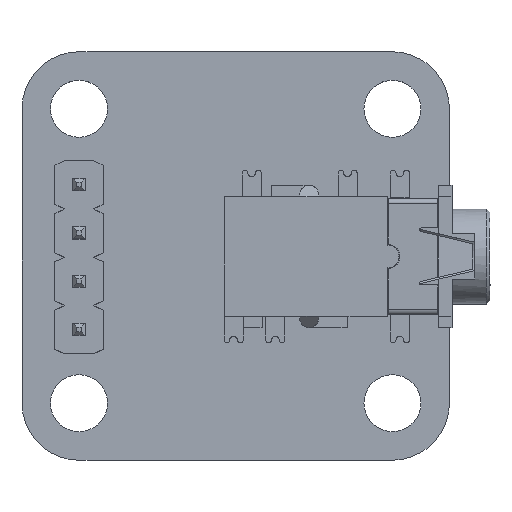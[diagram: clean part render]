
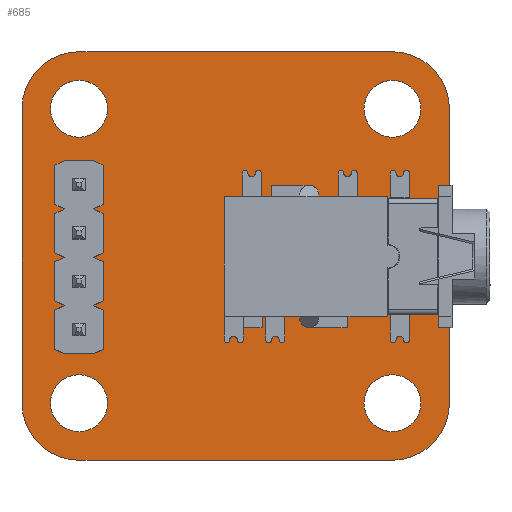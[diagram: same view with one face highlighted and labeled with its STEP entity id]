
A CAD part, top view. The second image highlights one B-rep face of the part: STEP entity #685.
In plain terms, the highlighted planar face has unit normal (0, 0, 1).
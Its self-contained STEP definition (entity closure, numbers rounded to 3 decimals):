
#60 = VERTEX_POINT('',#61);
#61 = CARTESIAN_POINT('',(2.,0.,0.411));
#67 = EDGE_CURVE('',#60,#68,#70,.T.);
#68 = VERTEX_POINT('',#69);
#69 = CARTESIAN_POINT('',(2.,15.5,0.411));
#70 = LINE('',#71,#72);
#71 = CARTESIAN_POINT('',(2.,0.,0.411));
#72 = VECTOR('',#73,1.);
#73 = DIRECTION('',(0.,1.,0.));
#98 = EDGE_CURVE('',#68,#99,#101,.T.);
#99 = VERTEX_POINT('',#100);
#100 = CARTESIAN_POINT('',(5.,18.5,0.411));
#101 = CIRCLE('',#102,3.001);
#102 = AXIS2_PLACEMENT_3D('',#103,#104,#105);
#103 = CARTESIAN_POINT('',(5.001,15.499,0.411));
#104 = DIRECTION('',(0.,0.,-1.));
#105 = DIRECTION('',(-1.,0.,0.));
#131 = EDGE_CURVE('',#99,#132,#134,.T.);
#132 = VERTEX_POINT('',#133);
#133 = CARTESIAN_POINT('',(21.5,18.5,0.411));
#134 = LINE('',#135,#136);
#135 = CARTESIAN_POINT('',(5.,18.5,0.411));
#136 = VECTOR('',#137,1.);
#137 = DIRECTION('',(1.,0.,0.));
#162 = EDGE_CURVE('',#132,#163,#165,.T.);
#163 = VERTEX_POINT('',#164);
#164 = CARTESIAN_POINT('',(24.5,15.5,0.411));
#165 = CIRCLE('',#166,3.001);
#166 = AXIS2_PLACEMENT_3D('',#167,#168,#169);
#167 = CARTESIAN_POINT('',(21.499,15.499,0.411));
#168 = DIRECTION('',(0.,0.,-1.));
#169 = DIRECTION('',(0.,1.,0.));
#195 = EDGE_CURVE('',#163,#196,#198,.T.);
#196 = VERTEX_POINT('',#197);
#197 = CARTESIAN_POINT('',(24.5,0.,0.411));
#198 = LINE('',#199,#200);
#199 = CARTESIAN_POINT('',(24.5,15.5,0.411));
#200 = VECTOR('',#201,1.);
#201 = DIRECTION('',(0.,-1.,0.));
#226 = EDGE_CURVE('',#196,#227,#229,.T.);
#227 = VERTEX_POINT('',#228);
#228 = CARTESIAN_POINT('',(21.5,-3.,0.411));
#229 = CIRCLE('',#230,3.001);
#230 = AXIS2_PLACEMENT_3D('',#231,#232,#233);
#231 = CARTESIAN_POINT('',(21.499,0.001,0.411));
#232 = DIRECTION('',(0.,0.,-1.));
#233 = DIRECTION('',(1.,0.,0.));
#259 = EDGE_CURVE('',#227,#260,#262,.T.);
#260 = VERTEX_POINT('',#261);
#261 = CARTESIAN_POINT('',(5.,-3.,0.411));
#262 = LINE('',#263,#264);
#263 = CARTESIAN_POINT('',(21.5,-3.,0.411));
#264 = VECTOR('',#265,1.);
#265 = DIRECTION('',(-1.,0.,0.));
#290 = EDGE_CURVE('',#260,#60,#291,.T.);
#291 = CIRCLE('',#292,3.001);
#292 = AXIS2_PLACEMENT_3D('',#293,#294,#295);
#293 = CARTESIAN_POINT('',(5.001,0.001,0.411));
#294 = DIRECTION('',(0.,0.,-1.));
#295 = DIRECTION('',(0.,-1.,-0.));
#316 = VERTEX_POINT('',#317);
#317 = CARTESIAN_POINT('',(5.61,6.5,0.411));
#323 = EDGE_CURVE('',#316,#316,#324,.T.);
#324 = CIRCLE('',#325,0.61);
#325 = AXIS2_PLACEMENT_3D('',#326,#327,#328);
#326 = CARTESIAN_POINT('',(5.,6.5,0.411));
#327 = DIRECTION('',(0.,0.,1.));
#328 = DIRECTION('',(1.,0.,-0.));
#349 = VERTEX_POINT('',#350);
#350 = CARTESIAN_POINT('',(6.5,0.,0.411));
#356 = EDGE_CURVE('',#349,#349,#357,.T.);
#357 = CIRCLE('',#358,1.5);
#358 = AXIS2_PLACEMENT_3D('',#359,#360,#361);
#359 = CARTESIAN_POINT('',(5.,0.,0.411));
#360 = DIRECTION('',(0.,0.,1.));
#361 = DIRECTION('',(1.,0.,-0.));
#382 = VERTEX_POINT('',#383);
#383 = CARTESIAN_POINT('',(5.61,9.04,0.411));
#389 = EDGE_CURVE('',#382,#382,#390,.T.);
#390 = CIRCLE('',#391,0.61);
#391 = AXIS2_PLACEMENT_3D('',#392,#393,#394);
#392 = CARTESIAN_POINT('',(5.,9.04,0.411));
#393 = DIRECTION('',(0.,0.,1.));
#394 = DIRECTION('',(1.,0.,-0.));
#415 = VERTEX_POINT('',#416);
#416 = CARTESIAN_POINT('',(5.61,11.58,0.411));
#422 = EDGE_CURVE('',#415,#415,#423,.T.);
#423 = CIRCLE('',#424,0.61);
#424 = AXIS2_PLACEMENT_3D('',#425,#426,#427);
#425 = CARTESIAN_POINT('',(5.,11.58,0.411));
#426 = DIRECTION('',(0.,0.,1.));
#427 = DIRECTION('',(1.,0.,-0.));
#448 = VERTEX_POINT('',#449);
#449 = CARTESIAN_POINT('',(6.5,15.5,0.411));
#455 = EDGE_CURVE('',#448,#448,#456,.T.);
#456 = CIRCLE('',#457,1.5);
#457 = AXIS2_PLACEMENT_3D('',#458,#459,#460);
#458 = CARTESIAN_POINT('',(5.,15.5,0.411));
#459 = DIRECTION('',(0.,0.,1.));
#460 = DIRECTION('',(1.,0.,-0.));
#481 = VERTEX_POINT('',#482);
#482 = CARTESIAN_POINT('',(5.61,3.96,0.411));
#488 = EDGE_CURVE('',#481,#481,#489,.T.);
#489 = CIRCLE('',#490,0.61);
#490 = AXIS2_PLACEMENT_3D('',#491,#492,#493);
#491 = CARTESIAN_POINT('',(5.,3.96,0.411));
#492 = DIRECTION('',(0.,0.,1.));
#493 = DIRECTION('',(1.,0.,-0.));
#514 = VERTEX_POINT('',#515);
#515 = CARTESIAN_POINT('',(23.,0.,0.411));
#521 = EDGE_CURVE('',#514,#514,#522,.T.);
#522 = CIRCLE('',#523,1.5);
#523 = AXIS2_PLACEMENT_3D('',#524,#525,#526);
#524 = CARTESIAN_POINT('',(21.5,0.,0.411));
#525 = DIRECTION('',(0.,0.,1.));
#526 = DIRECTION('',(1.,0.,-0.));
#547 = VERTEX_POINT('',#548);
#548 = CARTESIAN_POINT('',(15.585,7.521,0.411));
#554 = EDGE_CURVE('',#547,#547,#555,.T.);
#555 = CIRCLE('',#556,0.8);
#556 = AXIS2_PLACEMENT_3D('',#557,#558,#559);
#557 = CARTESIAN_POINT('',(14.785,7.521,0.411));
#558 = DIRECTION('',(0.,0.,1.));
#559 = DIRECTION('',(1.,0.,-0.));
#580 = VERTEX_POINT('',#581);
#581 = CARTESIAN_POINT('',(22.585,7.521,0.411));
#587 = EDGE_CURVE('',#580,#580,#588,.T.);
#588 = CIRCLE('',#589,0.8);
#589 = AXIS2_PLACEMENT_3D('',#590,#591,#592);
#590 = CARTESIAN_POINT('',(21.785,7.521,0.411));
#591 = DIRECTION('',(0.,0.,1.));
#592 = DIRECTION('',(1.,0.,-0.));
#613 = VERTEX_POINT('',#614);
#614 = CARTESIAN_POINT('',(23.,15.5,0.411));
#620 = EDGE_CURVE('',#613,#613,#621,.T.);
#621 = CIRCLE('',#622,1.5);
#622 = AXIS2_PLACEMENT_3D('',#623,#624,#625);
#623 = CARTESIAN_POINT('',(21.5,15.5,0.411));
#624 = DIRECTION('',(0.,0.,1.));
#625 = DIRECTION('',(1.,0.,-0.));
#685 = ADVANCED_FACE('',(#686,#696,#699,#702,#705,#708,#711,#714,#717,
    #720,#723),#726,.F.);
#686 = FACE_BOUND('',#687,.F.);
#687 = EDGE_LOOP('',(#688,#689,#690,#691,#692,#693,#694,#695));
#688 = ORIENTED_EDGE('',*,*,#67,.T.);
#689 = ORIENTED_EDGE('',*,*,#98,.T.);
#690 = ORIENTED_EDGE('',*,*,#131,.T.);
#691 = ORIENTED_EDGE('',*,*,#162,.T.);
#692 = ORIENTED_EDGE('',*,*,#195,.T.);
#693 = ORIENTED_EDGE('',*,*,#226,.T.);
#694 = ORIENTED_EDGE('',*,*,#259,.T.);
#695 = ORIENTED_EDGE('',*,*,#290,.T.);
#696 = FACE_BOUND('',#697,.F.);
#697 = EDGE_LOOP('',(#698));
#698 = ORIENTED_EDGE('',*,*,#323,.T.);
#699 = FACE_BOUND('',#700,.F.);
#700 = EDGE_LOOP('',(#701));
#701 = ORIENTED_EDGE('',*,*,#356,.T.);
#702 = FACE_BOUND('',#703,.F.);
#703 = EDGE_LOOP('',(#704));
#704 = ORIENTED_EDGE('',*,*,#389,.T.);
#705 = FACE_BOUND('',#706,.F.);
#706 = EDGE_LOOP('',(#707));
#707 = ORIENTED_EDGE('',*,*,#422,.T.);
#708 = FACE_BOUND('',#709,.F.);
#709 = EDGE_LOOP('',(#710));
#710 = ORIENTED_EDGE('',*,*,#455,.T.);
#711 = FACE_BOUND('',#712,.F.);
#712 = EDGE_LOOP('',(#713));
#713 = ORIENTED_EDGE('',*,*,#488,.T.);
#714 = FACE_BOUND('',#715,.F.);
#715 = EDGE_LOOP('',(#716));
#716 = ORIENTED_EDGE('',*,*,#521,.T.);
#717 = FACE_BOUND('',#718,.F.);
#718 = EDGE_LOOP('',(#719));
#719 = ORIENTED_EDGE('',*,*,#554,.T.);
#720 = FACE_BOUND('',#721,.F.);
#721 = EDGE_LOOP('',(#722));
#722 = ORIENTED_EDGE('',*,*,#587,.T.);
#723 = FACE_BOUND('',#724,.F.);
#724 = EDGE_LOOP('',(#725));
#725 = ORIENTED_EDGE('',*,*,#620,.T.);
#726 = PLANE('',#727);
#727 = AXIS2_PLACEMENT_3D('',#728,#729,#730);
#728 = CARTESIAN_POINT('',(13.25,7.75,0.411));
#729 = DIRECTION('',(-0.,-0.,-1.));
#730 = DIRECTION('',(-1.,0.,0.));
